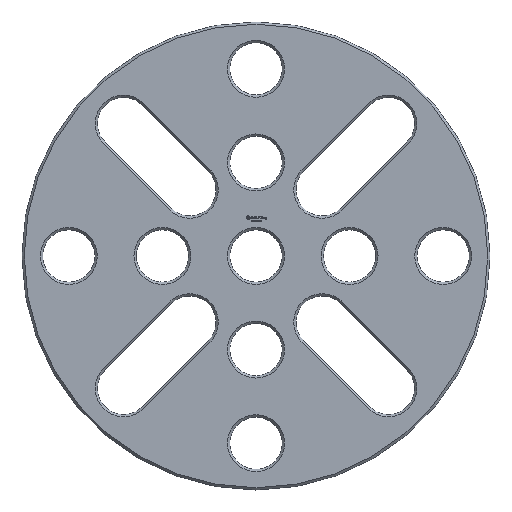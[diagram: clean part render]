
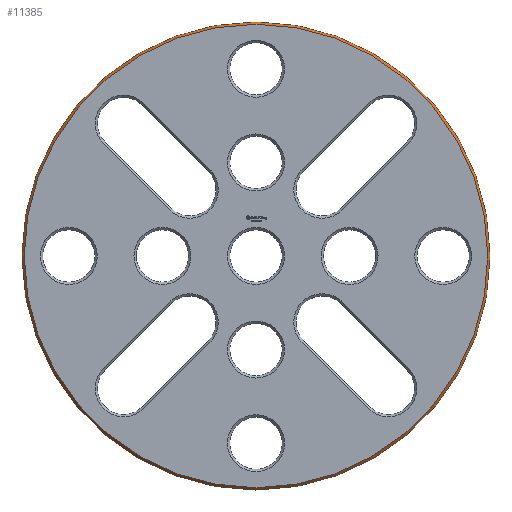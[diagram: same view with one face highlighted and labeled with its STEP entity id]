
A CAD part, top view. The second image highlights one B-rep face of the part: STEP entity #11385.
In plain terms, the highlighted conical face has half-angle 45 degrees and reference radius 31.25 mm.
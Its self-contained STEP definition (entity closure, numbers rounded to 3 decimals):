
#21 = EDGE_CURVE('',#22,#22,#24,.T.);
#22 = VERTEX_POINT('',#23);
#23 = CARTESIAN_POINT('',(30.95,0.,3.125));
#24 = SURFACE_CURVE('',#25,(#30,#42),.PCURVE_S1.);
#25 = CIRCLE('',#26,30.95);
#26 = AXIS2_PLACEMENT_3D('',#27,#28,#29);
#27 = CARTESIAN_POINT('',(0.,0.,3.125));
#28 = DIRECTION('',(0.,0.,-1.));
#29 = DIRECTION('',(1.,0.,0.));
#30 = PCURVE('',#31,#36);
#31 = PLANE('',#32);
#32 = AXIS2_PLACEMENT_3D('',#33,#34,#35);
#33 = CARTESIAN_POINT('',(0.,0.,3.125));
#34 = DIRECTION('',(0.,0.,-1.));
#35 = DIRECTION('',(1.,0.,0.));
#36 = DEFINITIONAL_REPRESENTATION('',(#37),#41);
#37 = CIRCLE('',#38,30.95);
#38 = AXIS2_PLACEMENT_2D('',#39,#40);
#39 = CARTESIAN_POINT('',(0.,0.));
#40 = DIRECTION('',(1.,0.));
#41 = ( GEOMETRIC_REPRESENTATION_CONTEXT(2) 
PARAMETRIC_REPRESENTATION_CONTEXT() REPRESENTATION_CONTEXT('2D SPACE',''
  ) );
#42 = PCURVE('',#43,#48);
#43 = CONICAL_SURFACE('',#44,31.25,0.785);
#44 = AXIS2_PLACEMENT_3D('',#45,#46,#47);
#45 = CARTESIAN_POINT('',(0.,0.,2.825));
#46 = DIRECTION('',(0.,0.,-1.));
#47 = DIRECTION('',(1.,0.,0.));
#48 = DEFINITIONAL_REPRESENTATION('',(#49),#53);
#49 = LINE('',#50,#51);
#50 = CARTESIAN_POINT('',(0.,-0.3));
#51 = VECTOR('',#52,1.);
#52 = DIRECTION('',(1.,-0.));
#53 = ( GEOMETRIC_REPRESENTATION_CONTEXT(2) 
PARAMETRIC_REPRESENTATION_CONTEXT() REPRESENTATION_CONTEXT('2D SPACE',''
  ) );
#11385 = ADVANCED_FACE('',(#11386),#43,.T.);
#11386 = FACE_BOUND('',#11387,.F.);
#11387 = EDGE_LOOP('',(#11388,#11417,#11438,#11439));
#11388 = ORIENTED_EDGE('',*,*,#11389,.T.);
#11389 = EDGE_CURVE('',#11390,#11390,#11392,.T.);
#11390 = VERTEX_POINT('',#11391);
#11391 = CARTESIAN_POINT('',(31.25,0.,2.825));
#11392 = SURFACE_CURVE('',#11393,(#11398,#11405),.PCURVE_S1.);
#11393 = CIRCLE('',#11394,31.25);
#11394 = AXIS2_PLACEMENT_3D('',#11395,#11396,#11397);
#11395 = CARTESIAN_POINT('',(0.,0.,2.825));
#11396 = DIRECTION('',(0.,0.,-1.));
#11397 = DIRECTION('',(1.,0.,0.));
#11398 = PCURVE('',#43,#11399);
#11399 = DEFINITIONAL_REPRESENTATION('',(#11400),#11404);
#11400 = LINE('',#11401,#11402);
#11401 = CARTESIAN_POINT('',(0.,-0.));
#11402 = VECTOR('',#11403,1.);
#11403 = DIRECTION('',(1.,-0.));
#11404 = ( GEOMETRIC_REPRESENTATION_CONTEXT(2) 
PARAMETRIC_REPRESENTATION_CONTEXT() REPRESENTATION_CONTEXT('2D SPACE',''
  ) );
#11405 = PCURVE('',#11406,#11411);
#11406 = CYLINDRICAL_SURFACE('',#11407,31.25);
#11407 = AXIS2_PLACEMENT_3D('',#11408,#11409,#11410);
#11408 = CARTESIAN_POINT('',(0.,0.,2.325));
#11409 = DIRECTION('',(0.,0.,1.));
#11410 = DIRECTION('',(1.,0.,0.));
#11411 = DEFINITIONAL_REPRESENTATION('',(#11412),#11416);
#11412 = LINE('',#11413,#11414);
#11413 = CARTESIAN_POINT('',(-0.,0.5));
#11414 = VECTOR('',#11415,1.);
#11415 = DIRECTION('',(-1.,0.));
#11416 = ( GEOMETRIC_REPRESENTATION_CONTEXT(2) 
PARAMETRIC_REPRESENTATION_CONTEXT() REPRESENTATION_CONTEXT('2D SPACE',''
  ) );
#11417 = ORIENTED_EDGE('',*,*,#11418,.T.);
#11418 = EDGE_CURVE('',#11390,#22,#11419,.T.);
#11419 = SEAM_CURVE('',#11420,(#11424,#11431),.PCURVE_S1.);
#11420 = LINE('',#11421,#11422);
#11421 = CARTESIAN_POINT('',(31.25,0.,2.825));
#11422 = VECTOR('',#11423,1.);
#11423 = DIRECTION('',(-0.707,0.,
    0.707));
#11424 = PCURVE('',#43,#11425);
#11425 = DEFINITIONAL_REPRESENTATION('',(#11426),#11430);
#11426 = LINE('',#11427,#11428);
#11427 = CARTESIAN_POINT('',(0.,-0.));
#11428 = VECTOR('',#11429,1.);
#11429 = DIRECTION('',(0.,-1.));
#11430 = ( GEOMETRIC_REPRESENTATION_CONTEXT(2) 
PARAMETRIC_REPRESENTATION_CONTEXT() REPRESENTATION_CONTEXT('2D SPACE',''
  ) );
#11431 = PCURVE('',#43,#11432);
#11432 = DEFINITIONAL_REPRESENTATION('',(#11433),#11437);
#11433 = LINE('',#11434,#11435);
#11434 = CARTESIAN_POINT('',(6.283,-0.));
#11435 = VECTOR('',#11436,1.);
#11436 = DIRECTION('',(0.,-1.));
#11437 = ( GEOMETRIC_REPRESENTATION_CONTEXT(2) 
PARAMETRIC_REPRESENTATION_CONTEXT() REPRESENTATION_CONTEXT('2D SPACE',''
  ) );
#11438 = ORIENTED_EDGE('',*,*,#21,.F.);
#11439 = ORIENTED_EDGE('',*,*,#11418,.F.);
